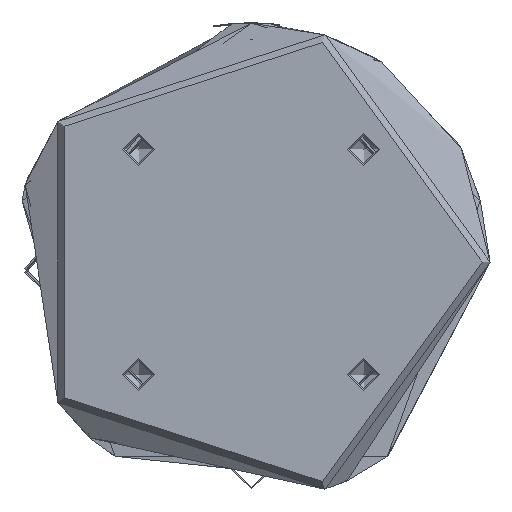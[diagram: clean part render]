
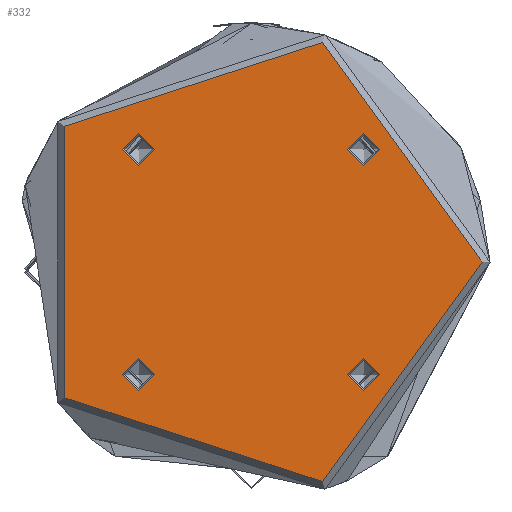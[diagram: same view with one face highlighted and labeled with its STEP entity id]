
A CAD part, front view. The second image highlights one B-rep face of the part: STEP entity #332.
In plain terms, the highlighted face is planar.
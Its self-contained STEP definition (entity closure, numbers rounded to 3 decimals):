
#165 = CIRCLE ( 'NONE', #5462, 5.025 ) ;
#332 = ADVANCED_FACE ( 'NONE', ( #4294, #3149, #992, #1994, #844 ), #3082, .F. ) ;
#507 = DIRECTION ( 'NONE',  ( 0., 0., -1. ) ) ;
#585 = DIRECTION ( 'NONE',  ( 0., 0., 1. ) ) ;
#770 = CARTESIAN_POINT ( 'NONE',  ( 35.355, -35.355, 0. ) ) ;
#844 = FACE_OUTER_BOUND ( 'NONE', #4956, .T. ) ;
#891 = EDGE_CURVE ( 'NONE', #1897, #1897, #4429, .T. ) ;
#992 = FACE_BOUND ( 'NONE', #2244, .T. ) ;
#1027 = ORIENTED_EDGE ( 'NONE', *, *, #4878, .F. ) ;
#1100 = ORIENTED_EDGE ( 'NONE', *, *, #891, .F. ) ;
#1115 = EDGE_CURVE ( 'NONE', #5193, #5193, #5429, .T. ) ;
#1202 = DIRECTION ( 'NONE',  ( 1., 0., 0. ) ) ;
#1585 = VERTEX_POINT ( 'NONE', #4296 ) ;
#1682 = DIRECTION ( 'NONE',  ( 0., 0., 1. ) ) ;
#1897 = VERTEX_POINT ( 'NONE', #2093 ) ;
#1994 = FACE_BOUND ( 'NONE', #4929, .T. ) ;
#1996 = EDGE_LOOP ( 'NONE', ( #1027 ) ) ;
#2093 = CARTESIAN_POINT ( 'NONE',  ( -30.33, -35.355, 0. ) ) ;
#2120 = CARTESIAN_POINT ( 'NONE',  ( 35.355, 35.355, 0. ) ) ;
#2244 = EDGE_LOOP ( 'NONE', ( #5109 ) ) ;
#2394 = AXIS2_PLACEMENT_3D ( 'NONE', #2473, #5496, #2914 ) ;
#2463 = EDGE_LOOP ( 'NONE', ( #3729 ) ) ;
#2473 = CARTESIAN_POINT ( 'NONE',  ( -35.355, -35.355, 0. ) ) ;
#2519 = CARTESIAN_POINT ( 'NONE',  ( 40.38, 35.355, 0. ) ) ;
#2545 = DIRECTION ( 'NONE',  ( 1., 0., 0. ) ) ;
#2725 = EDGE_CURVE ( 'NONE', #3922, #3922, #3342, .T. ) ;
#2914 = DIRECTION ( 'NONE',  ( 1., 0., 0. ) ) ;
#3082 = PLANE ( 'NONE',  #5253 ) ;
#3149 = FACE_BOUND ( 'NONE', #2463, .T. ) ;
#3162 = CARTESIAN_POINT ( 'NONE',  ( 0., 0., 0. ) ) ;
#3342 = CIRCLE ( 'NONE', #4839, 5.025 ) ;
#3460 = CARTESIAN_POINT ( 'NONE',  ( 0., 0., 0. ) ) ;
#3513 = DIRECTION ( 'NONE',  ( -1., 0., 0. ) ) ;
#3588 = DIRECTION ( 'NONE',  ( 1., 0., 0. ) ) ;
#3729 = ORIENTED_EDGE ( 'NONE', *, *, #1115, .F. ) ;
#3778 = DIRECTION ( 'NONE',  ( 0., 0., 1. ) ) ;
#3824 = CARTESIAN_POINT ( 'NONE',  ( 40.38, -35.355, 0. ) ) ;
#3844 = CARTESIAN_POINT ( 'NONE',  ( 72.5, 0., 0. ) ) ;
#3872 = VERTEX_POINT ( 'NONE', #3844 ) ;
#3922 = VERTEX_POINT ( 'NONE', #3824 ) ;
#4284 = CARTESIAN_POINT ( 'NONE',  ( -35.355, 35.355, 0. ) ) ;
#4294 = FACE_BOUND ( 'NONE', #1996, .T. ) ;
#4296 = CARTESIAN_POINT ( 'NONE',  ( -30.33, 35.355, 0. ) ) ;
#4414 = CIRCLE ( 'NONE', #5280, 72.5 ) ;
#4429 = CIRCLE ( 'NONE', #2394, 5.025 ) ;
#4652 = EDGE_CURVE ( 'NONE', #3872, #3872, #4414, .T. ) ;
#4709 = DIRECTION ( 'NONE',  ( 1., 0., 0. ) ) ;
#4809 = ORIENTED_EDGE ( 'NONE', *, *, #4652, .T. ) ;
#4839 = AXIS2_PLACEMENT_3D ( 'NONE', #770, #3778, #1202 ) ;
#4878 = EDGE_CURVE ( 'NONE', #1585, #1585, #165, .T. ) ;
#4929 = EDGE_LOOP ( 'NONE', ( #1100 ) ) ;
#4956 = EDGE_LOOP ( 'NONE', ( #4809 ) ) ;
#5109 = ORIENTED_EDGE ( 'NONE', *, *, #2725, .F. ) ;
#5136 = DIRECTION ( 'NONE',  ( 0., 0., 1. ) ) ;
#5193 = VERTEX_POINT ( 'NONE', #2519 ) ;
#5253 = AXIS2_PLACEMENT_3D ( 'NONE', #3460, #507, #3513 ) ;
#5280 = AXIS2_PLACEMENT_3D ( 'NONE', #3162, #585, #3588 ) ;
#5429 = CIRCLE ( 'NONE', #5568, 5.025 ) ;
#5462 = AXIS2_PLACEMENT_3D ( 'NONE', #4284, #1682, #4709 ) ;
#5496 = DIRECTION ( 'NONE',  ( 0., 0., 1. ) ) ;
#5568 = AXIS2_PLACEMENT_3D ( 'NONE', #2120, #5136, #2545 ) ;
